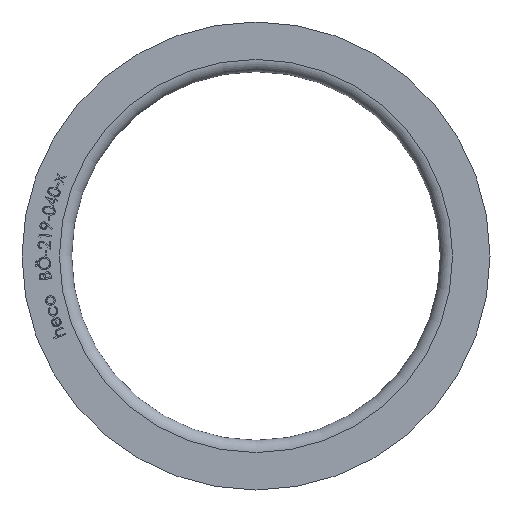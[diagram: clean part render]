
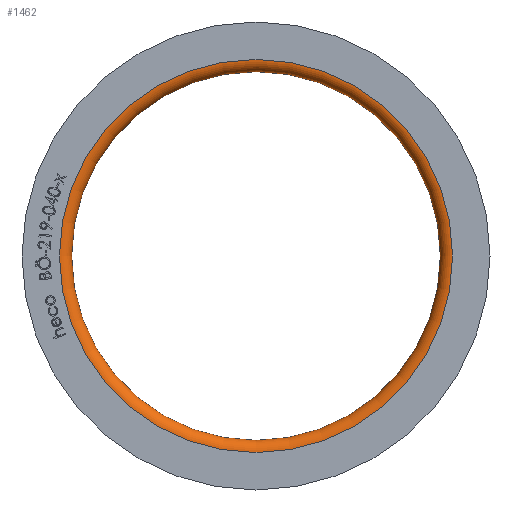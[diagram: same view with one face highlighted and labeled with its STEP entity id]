
A CAD part, left-side view. The second image highlights one B-rep face of the part: STEP entity #1462.
In plain terms, the highlighted toroidal (fillet/blend) face has major radius 112.55 mm and minor radius 7 mm.
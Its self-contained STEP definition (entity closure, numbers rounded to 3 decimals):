
#214 = EDGE_LOOP ( 'NONE', ( #438 ) ) ;
#438 = ORIENTED_EDGE ( 'NONE', *, *, #10327, .T. ) ;
#622 = CARTESIAN_POINT ( 'NONE',  ( 7., 0., 0. ) ) ;
#695 = FACE_OUTER_BOUND ( 'NONE', #2092, .T. ) ;
#1462 = ADVANCED_FACE ( 'NONE', ( #695, #1574 ), #12535, .T. ) ;
#1574 = FACE_OUTER_BOUND ( 'NONE', #214, .T. ) ;
#1780 = EDGE_CURVE ( 'NONE', #13445, #13445, #4218, .T. ) ;
#1838 = DIRECTION ( 'NONE',  ( 0., 0., 1. ) ) ;
#2041 = DIRECTION ( 'NONE',  ( -1., 0., 0. ) ) ;
#2092 = EDGE_LOOP ( 'NONE', ( #2964 ) ) ;
#2541 = CARTESIAN_POINT ( 'NONE',  ( 7., 0., 105.55 ) ) ;
#2620 = CARTESIAN_POINT ( 'NONE',  ( 7., 0., 0. ) ) ;
#2964 = ORIENTED_EDGE ( 'NONE', *, *, #1780, .F. ) ;
#3307 = CARTESIAN_POINT ( 'NONE',  ( 0., 0., 0. ) ) ;
#3535 = CIRCLE ( 'NONE', #4644, 112.55 ) ;
#4218 = CIRCLE ( 'NONE', #11568, 105.55 ) ;
#4644 = AXIS2_PLACEMENT_3D ( 'NONE', #3307, #2041, #7646 ) ;
#5060 = DIRECTION ( 'NONE',  ( 0., 0., 1. ) ) ;
#7646 = DIRECTION ( 'NONE',  ( 0., 0., 1. ) ) ;
#8094 = DIRECTION ( 'NONE',  ( -1., 0., 0. ) ) ;
#9146 = VERTEX_POINT ( 'NONE', #13518 ) ;
#9359 = AXIS2_PLACEMENT_3D ( 'NONE', #622, #8094, #5060 ) ;
#10327 = EDGE_CURVE ( 'NONE', #9146, #9146, #3535, .T. ) ;
#10579 = DIRECTION ( 'NONE',  ( -1., 0., 0. ) ) ;
#11568 = AXIS2_PLACEMENT_3D ( 'NONE', #2620, #10579, #1838 ) ;
#12535 = TOROIDAL_SURFACE ( 'NONE', #9359, 112.55, 7. ) ;
#13445 = VERTEX_POINT ( 'NONE', #2541 ) ;
#13518 = CARTESIAN_POINT ( 'NONE',  ( 0., 0., 112.55 ) ) ;
